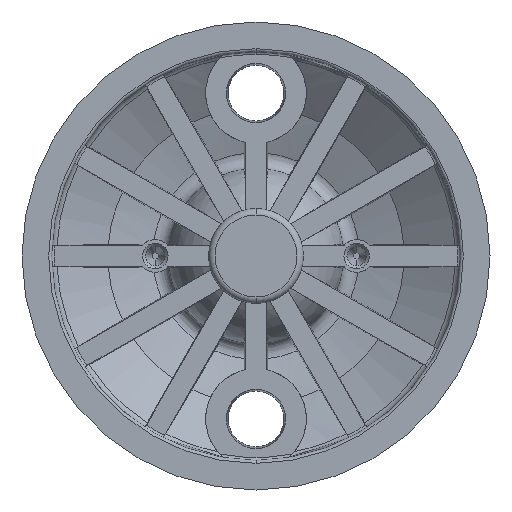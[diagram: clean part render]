
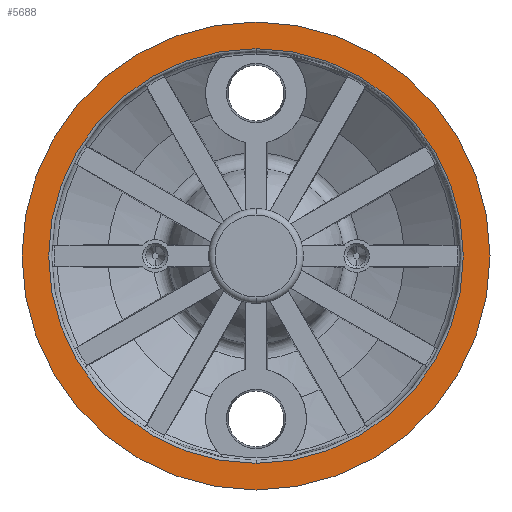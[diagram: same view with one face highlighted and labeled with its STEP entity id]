
A CAD part, front view. The second image highlights one B-rep face of the part: STEP entity #5688.
In plain terms, the highlighted planar face has unit normal (0, -1, 0).
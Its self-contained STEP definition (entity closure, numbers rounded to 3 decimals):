
#437 = CARTESIAN_POINT ( 'NONE',  ( 0., 0., -39.5 ) ) ;
#469 = CARTESIAN_POINT ( 'NONE',  ( 0., 0., 0. ) ) ;
#511 = FACE_OUTER_BOUND ( 'NONE', #7129, .T. ) ;
#631 = PLANE ( 'NONE',  #2368 ) ;
#1006 = CIRCLE ( 'NONE', #1556, 39.5 ) ;
#1023 = DIRECTION ( 'NONE',  ( 0., 0., -1. ) ) ;
#1240 = CARTESIAN_POINT ( 'NONE',  ( -34.5, 0., 0. ) ) ;
#1426 = VERTEX_POINT ( 'NONE', #6020 ) ;
#1544 = CIRCLE ( 'NONE', #4387, 35. ) ;
#1556 = AXIS2_PLACEMENT_3D ( 'NONE', #1802, #5757, #2379 ) ;
#1732 = CIRCLE ( 'NONE', #4037, 39.5 ) ;
#1802 = CARTESIAN_POINT ( 'NONE',  ( 0., 0., 0. ) ) ;
#1829 = CARTESIAN_POINT ( 'NONE',  ( 0., 0., 0. ) ) ;
#2368 = AXIS2_PLACEMENT_3D ( 'NONE', #1240, #2407, #6367 ) ;
#2379 = DIRECTION ( 'NONE',  ( 0., 0., 1. ) ) ;
#2407 = DIRECTION ( 'NONE',  ( 0., -1., 0. ) ) ;
#2409 = DIRECTION ( 'NONE',  ( 0., 0., 1. ) ) ;
#2477 = CARTESIAN_POINT ( 'NONE',  ( 0., 0., 0. ) ) ;
#2911 = EDGE_CURVE ( 'NONE', #3594, #1426, #1544, .T. ) ;
#3043 = DIRECTION ( 'NONE',  ( 0., 0., -1. ) ) ;
#3110 = VERTEX_POINT ( 'NONE', #437 ) ;
#3464 = CARTESIAN_POINT ( 'NONE',  ( 0., 0., 39.5 ) ) ;
#3539 = FACE_BOUND ( 'NONE', #6561, .T. ) ;
#3594 = VERTEX_POINT ( 'NONE', #6738 ) ;
#3716 = EDGE_CURVE ( 'NONE', #4096, #3110, #1006, .T. ) ;
#3979 = CIRCLE ( 'NONE', #6637, 35. ) ;
#4037 = AXIS2_PLACEMENT_3D ( 'NONE', #1829, #5782, #2409 ) ;
#4096 = VERTEX_POINT ( 'NONE', #3464 ) ;
#4387 = AXIS2_PLACEMENT_3D ( 'NONE', #469, #4422, #1023 ) ;
#4422 = DIRECTION ( 'NONE',  ( 0., 1., 0. ) ) ;
#4770 = EDGE_CURVE ( 'NONE', #3110, #4096, #1732, .T. ) ;
#5348 = ORIENTED_EDGE ( 'NONE', *, *, #6306, .T. ) ;
#5688 = ADVANCED_FACE ( 'NONE', ( #3539, #511 ), #631, .T. ) ;
#5757 = DIRECTION ( 'NONE',  ( 0., 1., 0. ) ) ;
#5782 = DIRECTION ( 'NONE',  ( 0., 1., 0. ) ) ;
#6020 = CARTESIAN_POINT ( 'NONE',  ( 0., 0., 35. ) ) ;
#6306 = EDGE_CURVE ( 'NONE', #1426, #3594, #3979, .T. ) ;
#6317 = ORIENTED_EDGE ( 'NONE', *, *, #4770, .F. ) ;
#6367 = DIRECTION ( 'NONE',  ( 0., 0., -1. ) ) ;
#6431 = DIRECTION ( 'NONE',  ( 0., 1., 0. ) ) ;
#6447 = ORIENTED_EDGE ( 'NONE', *, *, #2911, .T. ) ;
#6561 = EDGE_LOOP ( 'NONE', ( #6447, #5348 ) ) ;
#6637 = AXIS2_PLACEMENT_3D ( 'NONE', #2477, #6431, #3043 ) ;
#6738 = CARTESIAN_POINT ( 'NONE',  ( 0., 0., -35. ) ) ;
#7129 = EDGE_LOOP ( 'NONE', ( #6317, #7294 ) ) ;
#7294 = ORIENTED_EDGE ( 'NONE', *, *, #3716, .F. ) ;
